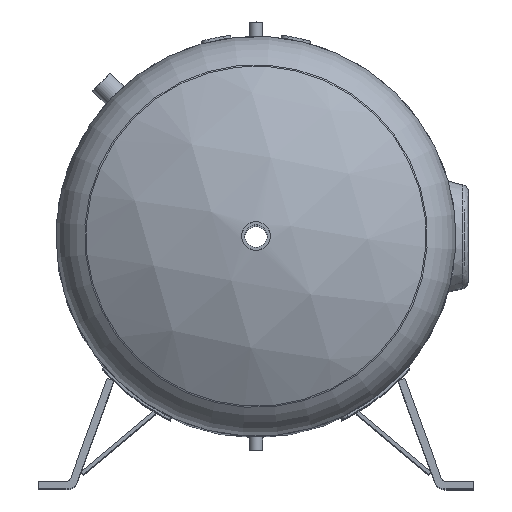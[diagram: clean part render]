
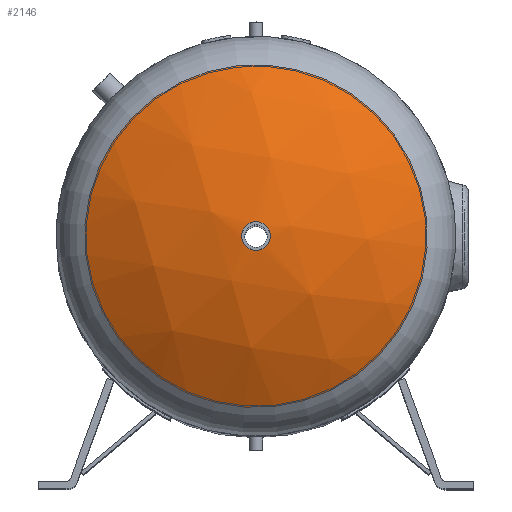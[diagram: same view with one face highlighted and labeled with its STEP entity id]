
A CAD part, top view. The second image highlights one B-rep face of the part: STEP entity #2146.
In plain terms, the highlighted spherical face has radius 640 mm.
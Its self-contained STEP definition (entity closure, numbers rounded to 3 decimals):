
#62=SPHERICAL_SURFACE('',#2338,640.);
#147=FACE_BOUND('',#577,.T.);
#205=CIRCLE('',#2331,28.5);
#209=CIRCLE('',#2339,342.786);
#402=FACE_OUTER_BOUND('',#576,.T.);
#576=EDGE_LOOP('',(#1958));
#577=EDGE_LOOP('',(#1959));
#1126=VERTEX_POINT('',#5365);
#1130=VERTEX_POINT('',#5377);
#1401=EDGE_CURVE('',#1126,#1126,#205,.T.);
#1405=EDGE_CURVE('',#1130,#1130,#209,.T.);
#1958=ORIENTED_EDGE('',*,*,#1405,.F.);
#1959=ORIENTED_EDGE('',*,*,#1401,.T.);
#2146=ADVANCED_FACE('',(#402,#147),#62,.T.);
#2331=AXIS2_PLACEMENT_3D('',#5366,#2845,#2846);
#2338=AXIS2_PLACEMENT_3D('',#5376,#2859,#2860);
#2339=AXIS2_PLACEMENT_3D('',#5378,#2861,#2862);
#2845=DIRECTION('center_axis',(0.,-1.,0.));
#2846=DIRECTION('ref_axis',(-1.,0.,0.));
#2859=DIRECTION('center_axis',(0.,0.,1.));
#2860=DIRECTION('ref_axis',(1.,0.,0.));
#2861=DIRECTION('center_axis',(0.,-1.,0.));
#2862=DIRECTION('ref_axis',(1.,0.,0.));
#5365=CARTESIAN_POINT('',(28.5,219.365,0.));
#5366=CARTESIAN_POINT('Origin',(0.,219.365,0.));
#5376=CARTESIAN_POINT('Origin',(0.,-420.,0.));
#5377=CARTESIAN_POINT('',(342.786,120.46,0.));
#5378=CARTESIAN_POINT('Origin',(0.,120.46,0.));
